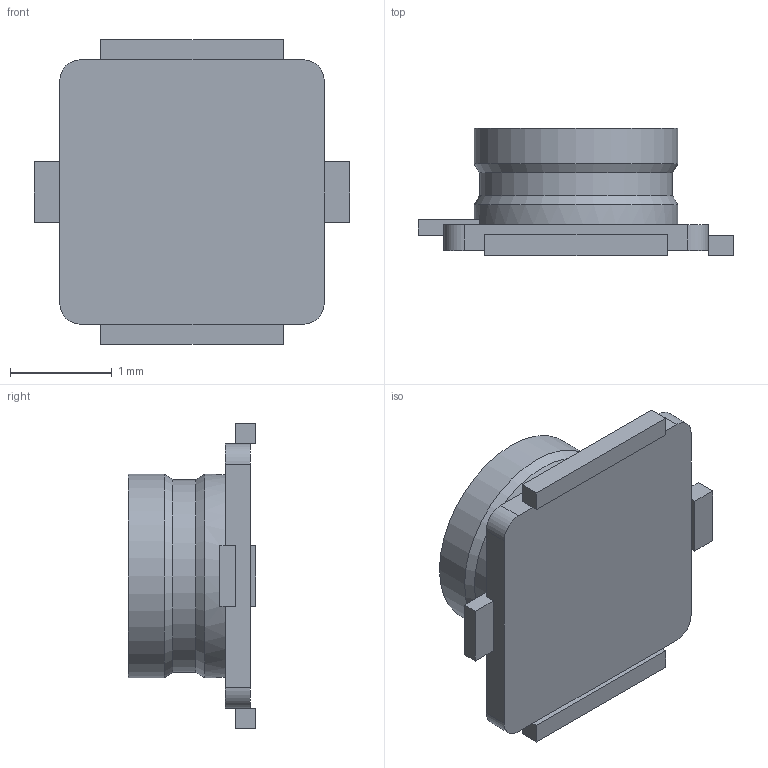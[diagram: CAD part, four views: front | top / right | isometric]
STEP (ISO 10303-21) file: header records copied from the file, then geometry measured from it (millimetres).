
FILE_DESCRIPTION(/* description */ ('','CAx-IF Rec.Pracs.---Representation and Presentation of Product Manufacturing Information (PMI)---4.0---2014-10-13'),/* implementation_level */ '2;1');
FILE_NAME(/* name */ 'ipex_connector.step',/* time_stamp */ '2025-11-14T11:30:53+01:00',/* author */ ('Dominik'),/* organization */ (''),/* preprocessor_version */ 'ST-DEVELOPER v19.2',/* originating_system */ 'Autodesk Inventor 2024',/* authorisation */ '');
FILE_SCHEMA (('AP242_MANAGED_MODEL_BASED_3D_ENGINEERING_MIM_LF { 1 0 10303 442 1 1 4 }'));
Length unit declared in the file: millimetre
Products named in the file (1): ipex_connector
Bounding box: 3.1 x 1.25 x 3 mm (x, y, z)
Volume: 2.5 mm3; surface area: 31.5 mm2
Topology: 1 solids, 1 shells, 43 faces, 110 edges, 70 vertices
Faces by surface type: plane 31, cylinder 9, cone 2, sphere 1
Full cylindrical faces by diameter (mm): 0.5 x1, 1.8 x1, 1.9 x1, 2 x2
Entity records: 1682 total; most frequent: CARTESIAN_POINT 321, DIRECTION 249, ORIENTED_EDGE 218, EDGE_CURVE 109, STYLED_ITEM 90, LINE 87, VECTOR 87, AXIS2_PLACEMENT_3D 81
